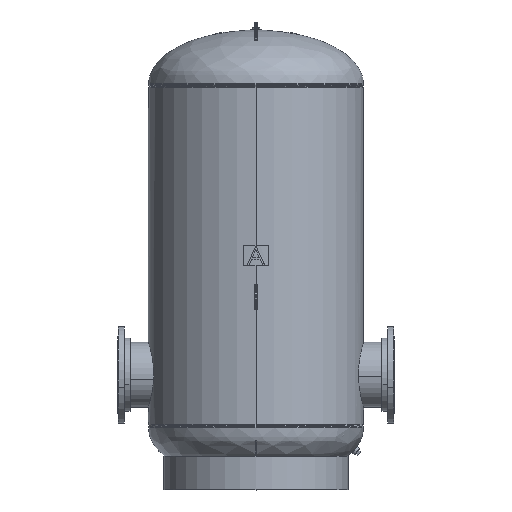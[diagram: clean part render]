
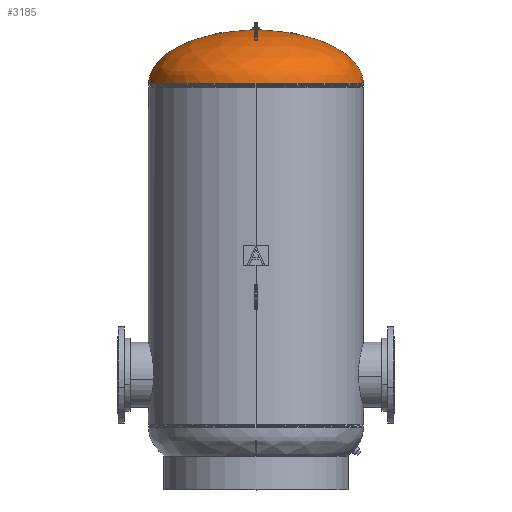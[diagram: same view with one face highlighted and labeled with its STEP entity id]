
A CAD part, top view. The second image highlights one B-rep face of the part: STEP entity #3185.
In plain terms, the highlighted free-form (B-spline) face has degree [3, 3] with [4, 4] control points.
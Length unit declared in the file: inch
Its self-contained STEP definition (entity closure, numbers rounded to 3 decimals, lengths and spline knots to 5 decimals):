
#107 = EDGE_CURVE ( 'NONE', #6546, #3020, #13594, .T. ) ;
#194 = CIRCLE ( 'NONE', #5401, 21. ) ;
#627 = CARTESIAN_POINT ( 'NONE',  ( -21., 0.6445, 0. ) ) ;
#779 = AXIS2_PLACEMENT_3D ( 'NONE', #11084, #11299, #2387 ) ;
#1234 = CARTESIAN_POINT ( 'NONE',  ( 0., 0.6445, 0. ) ) ;
#1243 = CARTESIAN_POINT ( 'NONE',  ( -21., 0.6445, 0. ) ) ;
#1387 = EDGE_LOOP ( 'NONE', ( #4131, #8451, #3962, #11266, #9579, #10490 ) ) ;
#1461 =( BOUNDED_CURVE ( )  B_SPLINE_CURVE ( 3, ( #8345, #2308, #6634, #1243 ),
 .UNSPECIFIED., .F., .F. ) 
 B_SPLINE_CURVE_WITH_KNOTS ( ( 4, 4 ),
 ( 1.60056, 3.14159 ),
 .UNSPECIFIED. ) 
 CURVE ( )  GEOMETRIC_REPRESENTATION_ITEM ( )  RATIONAL_B_SPLINE_CURVE ( ( 1., 0.812, 0.812, 1. ) ) 
 REPRESENTATION_ITEM ( '' )  );
#1529 = DIRECTION ( 'NONE',  ( 0., 0., -1. ) ) ;
#1684 = CARTESIAN_POINT ( 'NONE',  ( -0.625, 11.2453, 1.25 ) ) ;
#1794 = EDGE_CURVE ( 'NONE', #4408, #3020, #1461, .T. ) ;
#1861 = VERTEX_POINT ( 'NONE', #6214 ) ;
#2308 = CARTESIAN_POINT ( 'NONE',  ( -12.6328, 11.06474, 0. ) ) ;
#2387 = DIRECTION ( 'NONE',  ( 0., 0., -1. ) ) ;
#2580 = CARTESIAN_POINT ( 'NONE',  ( 0.625, 11.2453, 0. ) ) ;
#2678 = CARTESIAN_POINT ( 'NONE',  ( -21., 6.71141, 42. ) ) ;
#2744 = CARTESIAN_POINT ( 'NONE',  ( 21., 0.6445, 42. ) ) ;
#2894 = DIRECTION ( 'NONE',  ( 0., 0., -1. ) ) ;
#2957 = FACE_OUTER_BOUND ( 'NONE', #1387, .T. ) ;
#3020 = VERTEX_POINT ( 'NONE', #8981 ) ;
#3185 = ADVANCED_FACE ( 'NONE', ( #2957 ), #6182, .F. ) ;
#3547 = EDGE_CURVE ( 'NONE', #1861, #6546, #194, .T. ) ;
#3716 = CIRCLE ( 'NONE', #779, 0.625 ) ;
#3731 = DIRECTION ( 'NONE',  ( 0., 1., 0. ) ) ;
#3745 = CARTESIAN_POINT ( 'NONE',  ( -12.6328, 11.06474, 25.2656 ) ) ;
#3816 = CARTESIAN_POINT ( 'NONE',  ( -0.625, 11.2453, 0. ) ) ;
#3879 = CARTESIAN_POINT ( 'NONE',  ( -21., 6.71141, 0. ) ) ;
#3962 = ORIENTED_EDGE ( 'NONE', *, *, #107, .F. ) ;
#4131 = ORIENTED_EDGE ( 'NONE', *, *, #11808, .F. ) ;
#4408 = VERTEX_POINT ( 'NONE', #9631 ) ;
#4559 = AXIS2_PLACEMENT_3D ( 'NONE', #9831, #3731, #1529 ) ;
#4885 = CARTESIAN_POINT ( 'NONE',  ( 0.625, 11.2453, 0. ) ) ;
#5401 = AXIS2_PLACEMENT_3D ( 'NONE', #1234, #7896, #11988 ) ;
#6182 =( BOUNDED_SURFACE ( )  B_SPLINE_SURFACE ( 3, 3, ( 
 ( #4885, #13502, #1684, #3816 ),
 ( #9121, #8133, #3745, #8068 ),
 ( #13559, #12372, #2678, #3879 ),
 ( #12436, #2744, #7215, #627 ) ),
 .UNSPECIFIED., .F., .F., .F. ) 
 B_SPLINE_SURFACE_WITH_KNOTS ( ( 4, 4 ),
 ( 4, 4 ),
 ( 0., 1. ),
 ( 0., 1. ),
 .UNSPECIFIED. ) 
 GEOMETRIC_REPRESENTATION_ITEM ( )  RATIONAL_B_SPLINE_SURFACE ( (
 ( 1., 0.333, 0.333, 1.),
 ( 0.812, 0.271, 0.271, 0.812),
 ( 0.812, 0.271, 0.271, 0.812),
 ( 1., 0.333, 0.333, 1.) ) ) 
 REPRESENTATION_ITEM ( '' )  SURFACE ( )  );
#6214 = CARTESIAN_POINT ( 'NONE',  ( 21., 0.6445, 0. ) ) ;
#6241 = VERTEX_POINT ( 'NONE', #9756 ) ;
#6546 = VERTEX_POINT ( 'NONE', #11242 ) ;
#6634 = CARTESIAN_POINT ( 'NONE',  ( -21., 6.71141, 0. ) ) ;
#6900 = CARTESIAN_POINT ( 'NONE',  ( 21., 6.71141, 0. ) ) ;
#7215 = CARTESIAN_POINT ( 'NONE',  ( -21., 0.6445, 42. ) ) ;
#7896 = DIRECTION ( 'NONE',  ( 0., -1., 0. ) ) ;
#7945 = EDGE_CURVE ( 'NONE', #6241, #9056, #10639, .T. ) ;
#8068 = CARTESIAN_POINT ( 'NONE',  ( -12.6328, 11.06474, 0. ) ) ;
#8133 = CARTESIAN_POINT ( 'NONE',  ( 12.6328, 11.06474, 25.2656 ) ) ;
#8277 = CARTESIAN_POINT ( 'NONE',  ( 0., 0.6445, 0. ) ) ;
#8345 = CARTESIAN_POINT ( 'NONE',  ( -0.625, 11.2453, 0. ) ) ;
#8451 = ORIENTED_EDGE ( 'NONE', *, *, #1794, .T. ) ;
#8981 = CARTESIAN_POINT ( 'NONE',  ( -21., 0.6445, 0. ) ) ;
#9056 = VERTEX_POINT ( 'NONE', #9159 ) ;
#9121 = CARTESIAN_POINT ( 'NONE',  ( 12.6328, 11.06474, 0. ) ) ;
#9129 = EDGE_CURVE ( 'NONE', #9056, #1861, #10505, .T. ) ;
#9159 = CARTESIAN_POINT ( 'NONE',  ( 0.625, 11.2453, 0. ) ) ;
#9579 = ORIENTED_EDGE ( 'NONE', *, *, #9129, .F. ) ;
#9631 = CARTESIAN_POINT ( 'NONE',  ( -0.625, 11.2453, 0. ) ) ;
#9756 = CARTESIAN_POINT ( 'NONE',  ( 0., 11.2453, 0.625 ) ) ;
#9771 = AXIS2_PLACEMENT_3D ( 'NONE', #8277, #12584, #2894 ) ;
#9831 = CARTESIAN_POINT ( 'NONE',  ( 0., 11.2453, 0. ) ) ;
#10145 = CARTESIAN_POINT ( 'NONE',  ( 12.6328, 11.06474, 0. ) ) ;
#10490 = ORIENTED_EDGE ( 'NONE', *, *, #7945, .F. ) ;
#10505 =( BOUNDED_CURVE ( )  B_SPLINE_CURVE ( 3, ( #2580, #10145, #6900, #12341 ),
 .UNSPECIFIED., .F., .F. ) 
 B_SPLINE_CURVE_WITH_KNOTS ( ( 4, 4 ),
 ( 1.60056, 3.14159 ),
 .UNSPECIFIED. ) 
 CURVE ( )  GEOMETRIC_REPRESENTATION_ITEM ( )  RATIONAL_B_SPLINE_CURVE ( ( 1., 0.812, 0.812, 1. ) ) 
 REPRESENTATION_ITEM ( '' )  );
#10639 = CIRCLE ( 'NONE', #4559, 0.625 ) ;
#11084 = CARTESIAN_POINT ( 'NONE',  ( 0., 11.2453, 0. ) ) ;
#11242 = CARTESIAN_POINT ( 'NONE',  ( 0., 0.6445, 21. ) ) ;
#11266 = ORIENTED_EDGE ( 'NONE', *, *, #3547, .F. ) ;
#11299 = DIRECTION ( 'NONE',  ( 0., 1., 0. ) ) ;
#11808 = EDGE_CURVE ( 'NONE', #4408, #6241, #3716, .T. ) ;
#11988 = DIRECTION ( 'NONE',  ( 0., 0., -1. ) ) ;
#12341 = CARTESIAN_POINT ( 'NONE',  ( 21., 0.6445, 0. ) ) ;
#12372 = CARTESIAN_POINT ( 'NONE',  ( 21., 6.71141, 42. ) ) ;
#12436 = CARTESIAN_POINT ( 'NONE',  ( 21., 0.6445, 0. ) ) ;
#12584 = DIRECTION ( 'NONE',  ( 0., -1., 0. ) ) ;
#13502 = CARTESIAN_POINT ( 'NONE',  ( 0.625, 11.2453, 1.25 ) ) ;
#13559 = CARTESIAN_POINT ( 'NONE',  ( 21., 6.71141, 0. ) ) ;
#13594 = CIRCLE ( 'NONE', #9771, 21. ) ;
